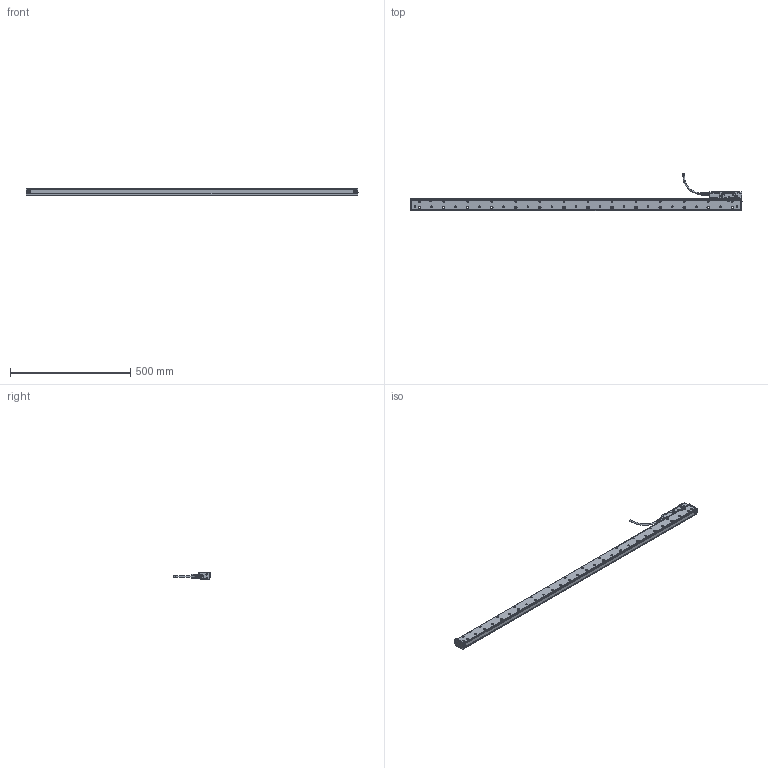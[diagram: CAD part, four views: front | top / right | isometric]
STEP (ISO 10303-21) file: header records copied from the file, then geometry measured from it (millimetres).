
FILE_DESCRIPTION(('CATIA V5 STEP'),'2;1');
FILE_NAME('SR67A-124-R.stp','2013-12-03T08:38:49+00:00',('none'),('none'),'CATIA Version 5 Release 19 SP 6 (IN-10)','CATIA V5 STEP AP214','none');
FILE_SCHEMA(('AUTOMOTIVE_DESIGN { 1 0 10303 214 1 1 1 1 }'));
Products named in the file (1): SR67A-124-R
Bounding box: 1379.5 x 153.8 x 31.5 mm (x, y, z)
Volume: 1830588.4 mm3; surface area: 300681 mm2
Topology: 1 solids, 153 shells, 4261 faces, 11351 edges, 7478 vertices
Faces by surface type: plane 1877, cylinder 1692, cone 440, torus 165, sphere 43, bspline 33, extrusion 11
Entity records: 130482 total; most frequent: CARTESIAN_POINT 30673, ORIENTED_EDGE 22502, DIRECTION 16668, EDGE_CURVE 11251, AXIS2_PLACEMENT_3D 7816, VERTEX_POINT 7474, VECTOR 5719, LINE 5708
